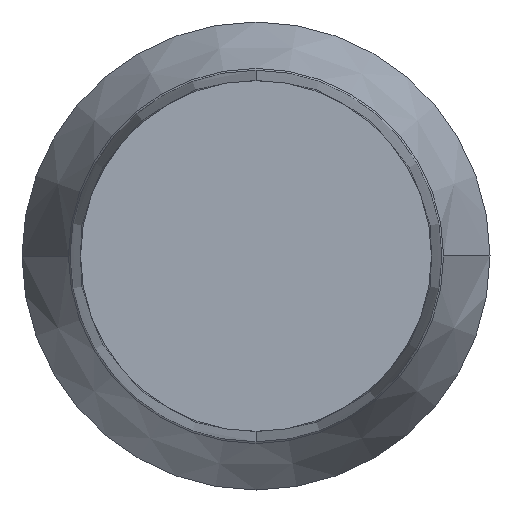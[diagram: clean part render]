
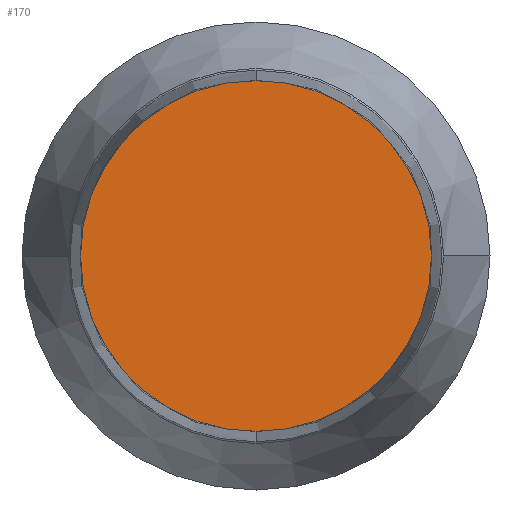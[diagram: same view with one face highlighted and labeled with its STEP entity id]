
A CAD part, front view. The second image highlights one B-rep face of the part: STEP entity #170.
In plain terms, the highlighted planar face has unit normal (0, -1, 0).
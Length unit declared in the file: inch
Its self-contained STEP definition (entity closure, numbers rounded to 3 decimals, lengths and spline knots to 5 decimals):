
#32 = CIRCLE ( 'NONE', #294, 0.09375 ) ;
#60 = VERTEX_POINT ( 'NONE', #384 ) ;
#64 = DIRECTION ( 'NONE',  ( 0., 0., -1. ) ) ;
#76 = EDGE_CURVE ( 'NONE', #60, #122, #201, .T. ) ;
#88 = ORIENTED_EDGE ( 'NONE', *, *, #406, .T. ) ;
#91 = DIRECTION ( 'NONE',  ( 0., -1., 0. ) ) ;
#122 = VERTEX_POINT ( 'NONE', #408 ) ;
#136 = FACE_OUTER_BOUND ( 'NONE', #336, .T. ) ;
#170 = ADVANCED_FACE ( 'NONE', ( #136 ), #340, .T. ) ;
#184 = DIRECTION ( 'NONE',  ( 0., 0., -1. ) ) ;
#201 = CIRCLE ( 'NONE', #354, 0.09375 ) ;
#235 = ORIENTED_EDGE ( 'NONE', *, *, #76, .T. ) ;
#284 = CARTESIAN_POINT ( 'NONE',  ( 0., 0., 0. ) ) ;
#294 = AXIS2_PLACEMENT_3D ( 'NONE', #300, #91, #64 ) ;
#300 = CARTESIAN_POINT ( 'NONE',  ( 0., 0., 0. ) ) ;
#316 = DIRECTION ( 'NONE',  ( 0., -1., 0. ) ) ;
#336 = EDGE_LOOP ( 'NONE', ( #235, #88 ) ) ;
#340 = PLANE ( 'NONE',  #347 ) ;
#345 = DIRECTION ( 'NONE',  ( 0., -1., 0. ) ) ;
#347 = AXIS2_PLACEMENT_3D ( 'NONE', #356, #316, #184 ) ;
#354 = AXIS2_PLACEMENT_3D ( 'NONE', #284, #345, #424 ) ;
#356 = CARTESIAN_POINT ( 'NONE',  ( 0., 0., 0. ) ) ;
#384 = CARTESIAN_POINT ( 'NONE',  ( 0., 0., 0.09375 ) ) ;
#406 = EDGE_CURVE ( 'NONE', #122, #60, #32, .T. ) ;
#408 = CARTESIAN_POINT ( 'NONE',  ( 0., 0., -0.09375 ) ) ;
#424 = DIRECTION ( 'NONE',  ( 0., 0., -1. ) ) ;
